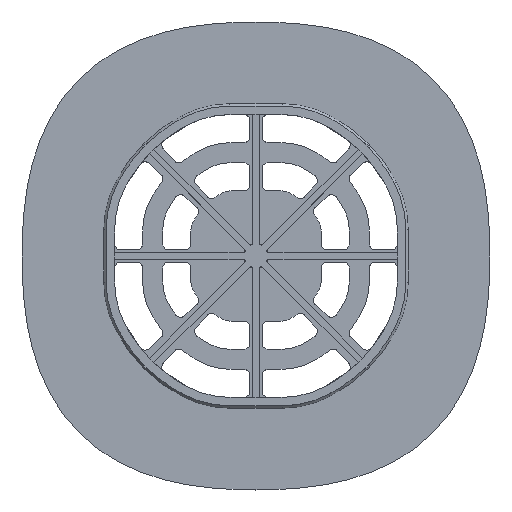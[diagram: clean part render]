
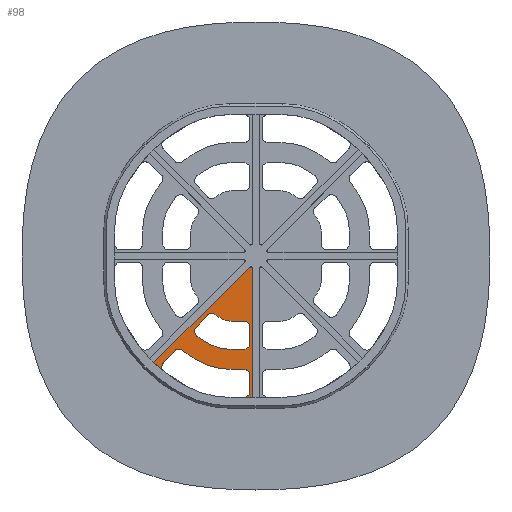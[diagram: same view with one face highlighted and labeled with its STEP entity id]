
A CAD part, top view. The second image highlights one B-rep face of the part: STEP entity #98.
In plain terms, the highlighted planar face has unit normal (0, 0, 1).
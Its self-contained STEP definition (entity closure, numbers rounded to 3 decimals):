
#98=ADVANCED_FACE('',(#509,#510),#511,.T.);
#509=FACE_BOUND('',#1232,.T.);
#510=FACE_OUTER_BOUND('',#1233,.T.);
#511=PLANE('',#1234);
#1232=EDGE_LOOP('',(#2400,#2401,#2402,#2403,#2404,#2405,#2406,#2407,#2408,#2409,#2410,#2411));
#1233=EDGE_LOOP('',(#2412,#2413,#2414,#2415,#2416,#2417,#2418,#2419,#2420,#2421,#2422,#2423,#2424,#2425));
#1234=AXIS2_PLACEMENT_3D('',#2426,#2427,#2428);
#2400=ORIENTED_EDGE('',*,*,#5284,.T.);
#2401=ORIENTED_EDGE('',*,*,#5285,.F.);
#2402=ORIENTED_EDGE('',*,*,#5286,.F.);
#2403=ORIENTED_EDGE('',*,*,#5287,.F.);
#2404=ORIENTED_EDGE('',*,*,#5288,.T.);
#2405=ORIENTED_EDGE('',*,*,#5289,.T.);
#2406=ORIENTED_EDGE('',*,*,#5290,.T.);
#2407=ORIENTED_EDGE('',*,*,#5291,.F.);
#2408=ORIENTED_EDGE('',*,*,#5292,.T.);
#2409=ORIENTED_EDGE('',*,*,#5293,.F.);
#2410=ORIENTED_EDGE('',*,*,#5294,.T.);
#2411=ORIENTED_EDGE('',*,*,#5295,.T.);
#2412=ORIENTED_EDGE('',*,*,#5280,.T.);
#2413=ORIENTED_EDGE('',*,*,#5296,.T.);
#2414=ORIENTED_EDGE('',*,*,#5297,.F.);
#2415=ORIENTED_EDGE('',*,*,#5298,.F.);
#2416=ORIENTED_EDGE('',*,*,#5299,.F.);
#2417=ORIENTED_EDGE('',*,*,#5300,.F.);
#2418=ORIENTED_EDGE('',*,*,#5301,.T.);
#2419=ORIENTED_EDGE('',*,*,#5302,.T.);
#2420=ORIENTED_EDGE('',*,*,#5303,.T.);
#2421=ORIENTED_EDGE('',*,*,#5304,.F.);
#2422=ORIENTED_EDGE('',*,*,#5305,.T.);
#2423=ORIENTED_EDGE('',*,*,#5306,.F.);
#2424=ORIENTED_EDGE('',*,*,#5307,.F.);
#2425=ORIENTED_EDGE('',*,*,#5308,.T.);
#2426=CARTESIAN_POINT('',(0.,0.,2.0));
#2427=DIRECTION('',(0.0,0.0,1.0));
#2428=DIRECTION('',(1.0,0.0,0.0));
#5280=EDGE_CURVE('',#6553,#6554,#6555,.T.);
#5284=EDGE_CURVE('',#6561,#6562,#6563,.T.);
#5285=EDGE_CURVE('',#6564,#6562,#6565,.T.);
#5286=EDGE_CURVE('',#6566,#6564,#6567,.T.);
#5287=EDGE_CURVE('',#6568,#6566,#6569,.T.);
#5288=EDGE_CURVE('',#6568,#6570,#6571,.T.);
#5289=EDGE_CURVE('',#6570,#6572,#6573,.T.);
#5290=EDGE_CURVE('',#6572,#6574,#6575,.T.);
#5291=EDGE_CURVE('',#6576,#6574,#6577,.T.);
#5292=EDGE_CURVE('',#6576,#6578,#6579,.T.);
#5293=EDGE_CURVE('',#6580,#6578,#6581,.T.);
#5294=EDGE_CURVE('',#6580,#6582,#6583,.T.);
#5295=EDGE_CURVE('',#6582,#6561,#6584,.T.);
#5296=EDGE_CURVE('',#6554,#6585,#6586,.T.);
#5297=EDGE_CURVE('',#6587,#6585,#6588,.T.);
#5298=EDGE_CURVE('',#6589,#6587,#6590,.T.);
#5299=EDGE_CURVE('',#6591,#6589,#6592,.T.);
#5300=EDGE_CURVE('',#6593,#6591,#6594,.T.);
#5301=EDGE_CURVE('',#6593,#6595,#6596,.T.);
#5302=EDGE_CURVE('',#6595,#6597,#6598,.T.);
#5303=EDGE_CURVE('',#6597,#6599,#6600,.T.);
#5304=EDGE_CURVE('',#6601,#6599,#6602,.T.);
#5305=EDGE_CURVE('',#6601,#6603,#6604,.T.);
#5306=EDGE_CURVE('',#6605,#6603,#6606,.T.);
#5307=EDGE_CURVE('',#6607,#6605,#6608,.T.);
#5308=EDGE_CURVE('',#6607,#6553,#6609,.T.);
#6553=VERTEX_POINT('',#8478);
#6554=VERTEX_POINT('',#8479);
#6555=CIRCLE('',#8480,0.5);
#6561=VERTEX_POINT('',#8488);
#6562=VERTEX_POINT('',#8489);
#6563=CIRCLE('',#8490,24.8);
#6564=VERTEX_POINT('',#8491);
#6565=CIRCLE('',#8492,1.5);
#6566=VERTEX_POINT('',#8493);
#6567=LINE('',#8494,#8495);
#6568=VERTEX_POINT('',#8496);
#6569=CIRCLE('',#8497,1.5);
#6570=VERTEX_POINT('',#8498);
#6571=CIRCLE('',#8499,17.8);
#6572=VERTEX_POINT('',#8500);
#6573=CIRCLE('',#8501,3.9);
#6574=VERTEX_POINT('',#8502);
#6575=LINE('',#8503,#8504);
#6576=VERTEX_POINT('',#8505);
#6577=CIRCLE('',#8506,1.5);
#6578=VERTEX_POINT('',#8507);
#6579=LINE('',#8508,#8509);
#6580=VERTEX_POINT('',#8510);
#6581=CIRCLE('',#8511,1.5);
#6582=VERTEX_POINT('',#8512);
#6583=LINE('',#8513,#8514);
#6584=CIRCLE('',#8515,10.9);
#6585=VERTEX_POINT('',#8516);
#6586=LINE('',#8517,#8518);
#6587=VERTEX_POINT('',#8519);
#6588=CIRCLE('',#8520,36.8);
#6589=VERTEX_POINT('',#8521);
#6590=CIRCLE('',#8522,1.5);
#6591=VERTEX_POINT('',#8523);
#6592=LINE('',#8524,#8525);
#6593=VERTEX_POINT('',#8526);
#6594=CIRCLE('',#8527,1.5);
#6595=VERTEX_POINT('',#8528);
#6596=CIRCLE('',#8529,29.8);
#6597=VERTEX_POINT('',#8530);
#6598=CIRCLE('',#8531,15.9);
#6599=VERTEX_POINT('',#8532);
#6600=LINE('',#8533,#8534);
#6601=VERTEX_POINT('',#8535);
#6602=CIRCLE('',#8536,1.5);
#6603=VERTEX_POINT('',#8537);
#6604=LINE('',#8538,#8539);
#6605=VERTEX_POINT('',#8540);
#6606=CIRCLE('',#8541,1.5);
#6607=VERTEX_POINT('',#8542);
#6608=LINE('',#8543,#8544);
#6609=LINE('',#8545,#8546);
#8478=CARTESIAN_POINT('',(-0.835,-3.223,2.0));
#8479=CARTESIAN_POINT('',(-1.689,-2.869,2.0));
#8480=AXIS2_PLACEMENT_3D('',#10676,#10677,#10678);
#8488=CARTESIAN_POINT('',(-11.552,-21.945,2.0));
#8489=CARTESIAN_POINT('',(-14.696,-19.977,2.0));
#8490=AXIS2_PLACEMENT_3D('',#10684,#10685,#10686);
#8491=CARTESIAN_POINT('',(-14.913,-17.755,2.0));
#8492=AXIS2_PLACEMENT_3D('',#10687,#10688,#10689);
#8493=CARTESIAN_POINT('',(-12.192,-14.785,2.0));
#8494=CARTESIAN_POINT('',(0.67,-0.749,2.0));
#8495=VECTOR('',#10690,1.);
#8496=CARTESIAN_POINT('',(-10.224,-14.571,2.0));
#8497=AXIS2_PLACEMENT_3D('',#10691,#10692,#10693);
#8498=CARTESIAN_POINT('',(-8.291,-15.751,2.0));
#8499=AXIS2_PLACEMENT_3D('',#10694,#10695,#10696);
#8500=CARTESIAN_POINT('',(-6.475,-16.2,2.0));
#8501=AXIS2_PLACEMENT_3D('',#10697,#10698,#10699);
#8502=CARTESIAN_POINT('',(-3.0,-16.2,2.0));
#8503=CARTESIAN_POINT('',(0.5,-16.2,2.0));
#8504=VECTOR('',#10700,1.0);
#8505=CARTESIAN_POINT('',(-1.5,-17.7,2.0));
#8506=AXIS2_PLACEMENT_3D('',#10701,#10702,#10703);
#8507=CARTESIAN_POINT('',(-1.5,-21.7,2.0));
#8508=CARTESIAN_POINT('',(-1.5,0.,2.0));
#8509=VECTOR('',#10704,1.0);
#8510=CARTESIAN_POINT('',(-3.0,-23.2,2.0));
#8511=AXIS2_PLACEMENT_3D('',#10705,#10706,#10707);
#8512=CARTESIAN_POINT('',(-6.475,-23.2,2.0));
#8513=CARTESIAN_POINT('',(0.5,-23.2,2.0));
#8514=VECTOR('',#10708,1.0);
#8515=AXIS2_PLACEMENT_3D('',#10709,#10710,#10711);
#8516=CARTESIAN_POINT('',(-25.424,-26.605,2.0));
#8517=CARTESIAN_POINT('',(0.59,-0.59,2.0));
#8518=VECTOR('',#10712,1.0);
#8519=CARTESIAN_POINT('',(-22.878,-28.824,2.0));
#8520=AXIS2_PLACEMENT_3D('',#10713,#10714,#10715);
#8521=CARTESIAN_POINT('',(-23.051,-26.636,2.0));
#8522=AXIS2_PLACEMENT_3D('',#10716,#10717,#10718);
#8523=CARTESIAN_POINT('',(-20.341,-23.679,2.0));
#8524=CARTESIAN_POINT('',(0.67,-0.749,2.0));
#8525=VECTOR('',#10719,1.);
#8526=CARTESIAN_POINT('',(-18.313,-23.509,2.0));
#8527=AXIS2_PLACEMENT_3D('',#10720,#10721,#10722);
#8528=CARTESIAN_POINT('',(-13.881,-26.37,2.0));
#8529=AXIS2_PLACEMENT_3D('',#10723,#10724,#10725);
#8530=CARTESIAN_POINT('',(-6.475,-28.2,2.0));
#8531=AXIS2_PLACEMENT_3D('',#10726,#10727,#10728);
#8532=CARTESIAN_POINT('',(-3.0,-28.2,2.0));
#8533=CARTESIAN_POINT('',(0.5,-28.2,2.0));
#8534=VECTOR('',#10729,1.0);
#8535=CARTESIAN_POINT('',(-1.5,-29.7,2.0));
#8536=AXIS2_PLACEMENT_3D('',#10730,#10731,#10732);
#8537=CARTESIAN_POINT('',(-1.5,-33.7,2.0));
#8538=CARTESIAN_POINT('',(-1.5,0.,2.0));
#8539=VECTOR('',#10733,1.0);
#8540=CARTESIAN_POINT('',(-3.0,-35.2,2.0));
#8541=AXIS2_PLACEMENT_3D('',#10734,#10735,#10736);
#8542=CARTESIAN_POINT('',(-0.835,-35.2,2.0));
#8543=CARTESIAN_POINT('',(1.0,-35.2,2.0));
#8544=VECTOR('',#10737,1.0);
#8545=CARTESIAN_POINT('',(-0.835,0.,2.0));
#8546=VECTOR('',#10738,1.0);
#10676=CARTESIAN_POINT('',(-1.335,-3.223,2.0));
#10677=DIRECTION('',(0.0,-0.0,1.0));
#10678=DIRECTION('',(0.383,0.924,0.0));
#10684=CARTESIAN_POINT('',(0.0,0.0,2.0));
#10685=DIRECTION('',(0.0,0.0,-1.0));
#10686=DIRECTION('',(1.0,0.0,0.0));
#10687=CARTESIAN_POINT('',(-13.807,-18.768,2.0));
#10688=DIRECTION('',(0.0,0.0,1.0));
#10689=DIRECTION('',(-0.995,-0.097,0.0));
#10690=DIRECTION('',(-0.676,-0.737,0.));
#10691=CARTESIAN_POINT('',(-11.086,-15.799,2.0));
#10692=DIRECTION('',(0.0,0.0,1.0));
#10693=DIRECTION('',(-0.108,0.994,0.0));
#10694=CARTESIAN_POINT('',(0.0,0.0,2.0));
#10695=DIRECTION('',(0.0,0.0,1.0));
#10696=DIRECTION('',(1.0,0.0,0.0));
#10697=CARTESIAN_POINT('',(-6.475,-12.3,2.0));
#10698=DIRECTION('',(0.0,0.0,1.0));
#10699=DIRECTION('',(-0.24,-0.971,0.0));
#10700=DIRECTION('',(1.0,0.0,0.0));
#10701=CARTESIAN_POINT('',(-3.0,-17.7,2.0));
#10702=DIRECTION('',(0.0,-0.0,1.0));
#10703=DIRECTION('',(0.707,0.707,0.0));
#10704=DIRECTION('',(0.,-1.0,0.0));
#10705=CARTESIAN_POINT('',(-3.0,-21.7,2.0));
#10706=DIRECTION('',(0.0,0.0,1.0));
#10707=DIRECTION('',(0.707,-0.707,0.0));
#10708=DIRECTION('',(-1.0,0.0,0.0));
#10709=CARTESIAN_POINT('',(-6.475,-12.3,2.0));
#10710=DIRECTION('',(-0.0,0.0,-1.0));
#10711=DIRECTION('',(-0.24,-0.971,0.0));
#10712=DIRECTION('',(-0.707,-0.707,0.0));
#10713=CARTESIAN_POINT('',(0.0,0.0,2.0));
#10714=DIRECTION('',(0.0,0.0,-1.0));
#10715=DIRECTION('',(1.0,0.0,0.0));
#10716=CARTESIAN_POINT('',(-21.945,-27.65,2.0));
#10717=DIRECTION('',(0.0,0.0,1.0));
#10718=DIRECTION('',(-0.997,-0.079,0.0));
#10719=DIRECTION('',(-0.676,-0.737,0.));
#10720=CARTESIAN_POINT('',(-19.235,-24.692,2.0));
#10721=DIRECTION('',(0.0,0.0,1.0));
#10722=DIRECTION('',(-0.084,0.997,0.0));
#10723=CARTESIAN_POINT('',(0.0,0.0,2.0));
#10724=DIRECTION('',(0.0,0.0,1.0));
#10725=DIRECTION('',(1.0,0.0,0.0));
#10726=CARTESIAN_POINT('',(-6.475,-12.3,2.0));
#10727=DIRECTION('',(0.0,0.0,1.0));
#10728=DIRECTION('',(-0.24,-0.971,0.0));
#10729=DIRECTION('',(1.0,0.0,0.0));
#10730=CARTESIAN_POINT('',(-3.0,-29.7,2.0));
#10731=DIRECTION('',(0.0,-0.0,1.0));
#10732=DIRECTION('',(0.707,0.707,0.0));
#10733=DIRECTION('',(0.,-1.0,0.0));
#10734=CARTESIAN_POINT('',(-3.0,-33.7,2.0));
#10735=DIRECTION('',(0.0,0.0,1.0));
#10736=DIRECTION('',(0.707,-0.707,0.0));
#10737=DIRECTION('',(-1.0,0.0,0.0));
#10738=DIRECTION('',(0.,1.0,-0.0));
